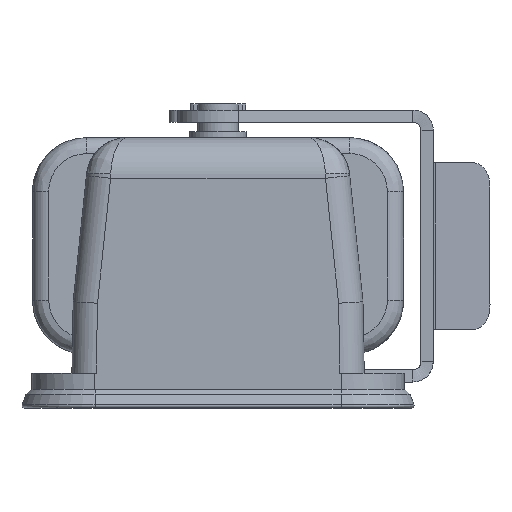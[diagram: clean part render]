
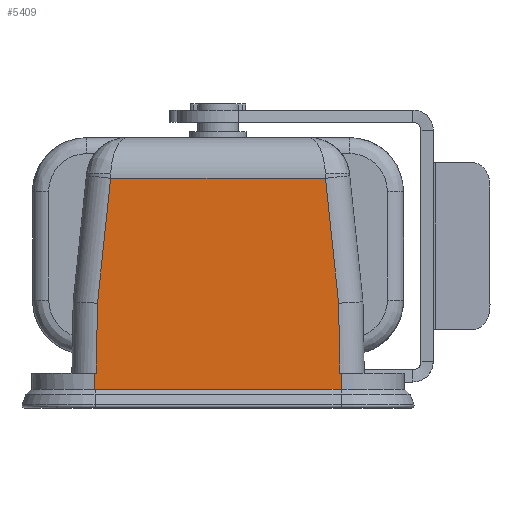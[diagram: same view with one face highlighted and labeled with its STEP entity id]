
A CAD part, left-side view. The second image highlights one B-rep face of the part: STEP entity #5409.
In plain terms, the highlighted planar face has unit normal (-1, 0, 0).
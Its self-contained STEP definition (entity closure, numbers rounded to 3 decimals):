
#5318=AXIS2_PLACEMENT_3D('Plane Axis2P3D',#5315,#5316,#5317) ;
#5281=CARTESIAN_POINT('Vertex',(1.2,48.503,4.3)) ;
#5284=CARTESIAN_POINT('Line Origine',(1.2,48.25,18.8)) ;
#5288=CARTESIAN_POINT('Vertex',(1.2,48.353,12.907)) ;
#5315=CARTESIAN_POINT('Axis2P3D Location',(1.2,33.5,19.95)) ;
#5320=CARTESIAN_POINT('Line Origine',(1.2,18.3,3.3)) ;
#5324=CARTESIAN_POINT('Vertex',(1.2,18.3,4.3)) ;
#5326=CARTESIAN_POINT('Vertex',(1.2,18.3,2.3)) ;
#5329=CARTESIAN_POINT('Line Origine',(1.2,18.399,4.3)) ;
#5333=CARTESIAN_POINT('Vertex',(1.2,18.497,4.3)) ;
#5336=CARTESIAN_POINT('Line Origine',(1.2,18.572,8.603)) ;
#5340=CARTESIAN_POINT('Vertex',(1.2,18.647,12.907)) ;
#5343=CARTESIAN_POINT('Line Origine',(1.2,19.456,20.603)) ;
#5347=CARTESIAN_POINT('Vertex',(1.2,20.265,28.3)) ;
#5350=CARTESIAN_POINT('Line Origine',(1.2,33.5,28.3)) ;
#5354=CARTESIAN_POINT('Vertex',(1.2,46.735,28.3)) ;
#5357=CARTESIAN_POINT('Line Origine',(1.2,47.544,20.603)) ;
#5362=CARTESIAN_POINT('Line Origine',(1.2,48.601,4.3)) ;
#5366=CARTESIAN_POINT('Vertex',(1.2,48.7,4.3)) ;
#5369=CARTESIAN_POINT('Line Origine',(1.2,48.7,3.3)) ;
#5373=CARTESIAN_POINT('Vertex',(1.2,48.7,2.3)) ;
#5376=CARTESIAN_POINT('Line Origine',(1.2,48.675,2.3)) ;
#5380=CARTESIAN_POINT('Vertex',(1.2,48.65,2.3)) ;
#5383=CARTESIAN_POINT('Line Origine',(1.2,33.5,2.3)) ;
#5387=CARTESIAN_POINT('Vertex',(1.2,18.35,2.3)) ;
#5390=CARTESIAN_POINT('Line Origine',(1.2,18.325,2.3)) ;
#5285=DIRECTION('Vector Direction',(0.,-0.017,1.)) ;
#5316=DIRECTION('Axis2P3D Direction',(1.,0.,0.)) ;
#5317=DIRECTION('Axis2P3D XDirection',(0.,-1.,0.)) ;
#5321=DIRECTION('Vector Direction',(0.,0.,-1.)) ;
#5330=DIRECTION('Vector Direction',(0.,-1.,0.)) ;
#5337=DIRECTION('Vector Direction',(0.,0.017,1.)) ;
#5344=DIRECTION('Vector Direction',(0.,0.105,0.995)) ;
#5351=DIRECTION('Vector Direction',(0.,-1.,0.)) ;
#5358=DIRECTION('Vector Direction',(0.,-0.105,0.995)) ;
#5363=DIRECTION('Vector Direction',(0.,-1.,0.)) ;
#5370=DIRECTION('Vector Direction',(0.,0.,-1.)) ;
#5377=DIRECTION('Vector Direction',(0.,1.,0.)) ;
#5384=DIRECTION('Vector Direction',(0.,1.,0.)) ;
#5391=DIRECTION('Vector Direction',(0.,1.,0.)) ;
#5286=VECTOR('Line Direction',#5285,1.) ;
#5322=VECTOR('Line Direction',#5321,1.) ;
#5331=VECTOR('Line Direction',#5330,1.) ;
#5338=VECTOR('Line Direction',#5337,1.) ;
#5345=VECTOR('Line Direction',#5344,1.) ;
#5352=VECTOR('Line Direction',#5351,1.) ;
#5359=VECTOR('Line Direction',#5358,1.) ;
#5364=VECTOR('Line Direction',#5363,1.) ;
#5371=VECTOR('Line Direction',#5370,1.) ;
#5378=VECTOR('Line Direction',#5377,1.) ;
#5385=VECTOR('Line Direction',#5384,1.) ;
#5392=VECTOR('Line Direction',#5391,1.) ;
#5396=ORIENTED_EDGE('',*,*,#5328,.F.) ;
#5397=ORIENTED_EDGE('',*,*,#5335,.F.) ;
#5398=ORIENTED_EDGE('',*,*,#5342,.T.) ;
#5399=ORIENTED_EDGE('',*,*,#5349,.T.) ;
#5400=ORIENTED_EDGE('',*,*,#5356,.F.) ;
#5401=ORIENTED_EDGE('',*,*,#5361,.T.) ;
#5402=ORIENTED_EDGE('',*,*,#5290,.T.) ;
#5403=ORIENTED_EDGE('',*,*,#5368,.F.) ;
#5404=ORIENTED_EDGE('',*,*,#5375,.T.) ;
#5405=ORIENTED_EDGE('',*,*,#5382,.F.) ;
#5406=ORIENTED_EDGE('',*,*,#5389,.F.) ;
#5407=ORIENTED_EDGE('',*,*,#5394,.F.) ;
#5409=ADVANCED_FACE('Hauptk\X2\00F6\X0\rper',(#5408),#5319,.F.) ;
#5290=EDGE_CURVE('',#5289,#5282,#5287,.F.) ;
#5328=EDGE_CURVE('',#5325,#5327,#5323,.T.) ;
#5335=EDGE_CURVE('',#5334,#5325,#5332,.T.) ;
#5342=EDGE_CURVE('',#5334,#5341,#5339,.T.) ;
#5349=EDGE_CURVE('',#5341,#5348,#5346,.T.) ;
#5356=EDGE_CURVE('',#5355,#5348,#5353,.T.) ;
#5361=EDGE_CURVE('',#5355,#5289,#5360,.F.) ;
#5368=EDGE_CURVE('',#5367,#5282,#5365,.T.) ;
#5375=EDGE_CURVE('',#5367,#5374,#5372,.T.) ;
#5382=EDGE_CURVE('',#5381,#5374,#5379,.T.) ;
#5389=EDGE_CURVE('',#5388,#5381,#5386,.T.) ;
#5394=EDGE_CURVE('',#5327,#5388,#5393,.T.) ;
#5395=EDGE_LOOP('',(#5396,#5397,#5398,#5399,#5400,#5401,#5402,#5403,#5404,#5405,#5406,#5407)) ;
#5408=FACE_OUTER_BOUND('',#5395,.T.) ;
#5287=LINE('Line',#5284,#5286) ;
#5323=LINE('Line',#5320,#5322) ;
#5332=LINE('Line',#5329,#5331) ;
#5339=LINE('Line',#5336,#5338) ;
#5346=LINE('Line',#5343,#5345) ;
#5353=LINE('Line',#5350,#5352) ;
#5360=LINE('Line',#5357,#5359) ;
#5365=LINE('Line',#5362,#5364) ;
#5372=LINE('Line',#5369,#5371) ;
#5379=LINE('Line',#5376,#5378) ;
#5386=LINE('Line',#5383,#5385) ;
#5393=LINE('Line',#5390,#5392) ;
#5319=PLANE('',#5318) ;
#5282=VERTEX_POINT('',#5281) ;
#5289=VERTEX_POINT('',#5288) ;
#5325=VERTEX_POINT('',#5324) ;
#5327=VERTEX_POINT('',#5326) ;
#5334=VERTEX_POINT('',#5333) ;
#5341=VERTEX_POINT('',#5340) ;
#5348=VERTEX_POINT('',#5347) ;
#5355=VERTEX_POINT('',#5354) ;
#5367=VERTEX_POINT('',#5366) ;
#5374=VERTEX_POINT('',#5373) ;
#5381=VERTEX_POINT('',#5380) ;
#5388=VERTEX_POINT('',#5387) ;
